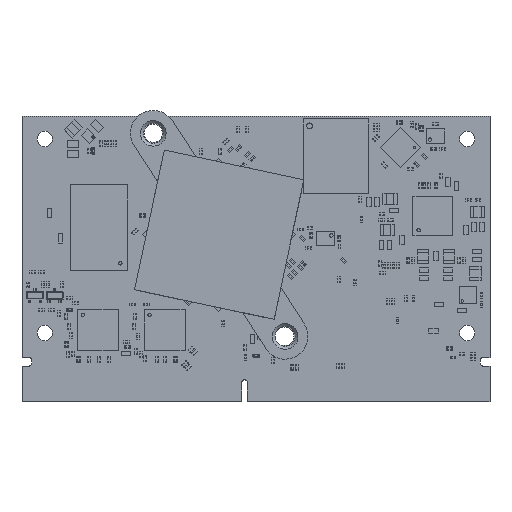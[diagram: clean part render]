
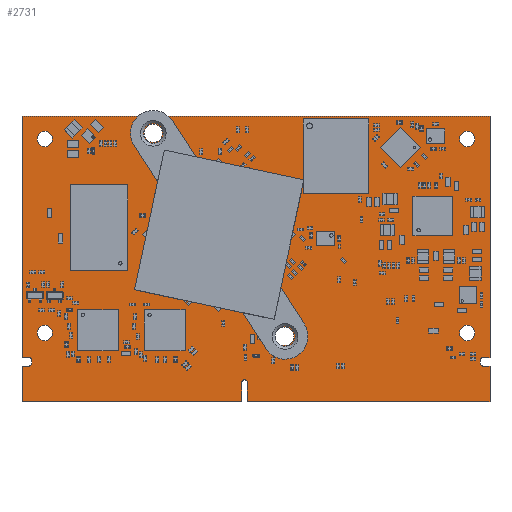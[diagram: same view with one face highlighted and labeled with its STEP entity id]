
A CAD part, top view. The second image highlights one B-rep face of the part: STEP entity #2731.
In plain terms, the highlighted planar face has unit normal (0, 0, 1).
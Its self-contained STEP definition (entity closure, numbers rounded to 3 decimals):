
#1864 = VERTEX_POINT('',#1865);
#1865 = CARTESIAN_POINT('',(0.,6.2,1.2));
#1871 = EDGE_CURVE('',#1864,#1872,#1874,.T.);
#1872 = VERTEX_POINT('',#1873);
#1873 = CARTESIAN_POINT('',(1.2,6.2,1.2));
#1874 = LINE('',#1875,#1876);
#1875 = CARTESIAN_POINT('',(0.,6.2,1.2));
#1876 = VECTOR('',#1877,1.);
#1877 = DIRECTION('',(1.,0.,0.));
#1902 = EDGE_CURVE('',#1872,#1903,#1905,.T.);
#1903 = VERTEX_POINT('',#1904);
#1904 = CARTESIAN_POINT('',(1.7,6.7,1.2));
#1905 = CIRCLE('',#1906,0.498);
#1906 = AXIS2_PLACEMENT_3D('',#1907,#1908,#1909);
#1907 = CARTESIAN_POINT('',(1.202,6.698,1.2));
#1908 = DIRECTION('',(0.,0.,1.));
#1909 = DIRECTION('',(-0.003,-1.,0.));
#1935 = EDGE_CURVE('',#1903,#1936,#1938,.T.);
#1936 = VERTEX_POINT('',#1937);
#1937 = CARTESIAN_POINT('',(1.7,7.2,1.2));
#1938 = LINE('',#1939,#1940);
#1939 = CARTESIAN_POINT('',(1.7,6.7,1.2));
#1940 = VECTOR('',#1941,1.);
#1941 = DIRECTION('',(0.,1.,0.));
#1966 = EDGE_CURVE('',#1936,#1967,#1969,.T.);
#1967 = VERTEX_POINT('',#1968);
#1968 = CARTESIAN_POINT('',(1.2,7.7,1.2));
#1969 = CIRCLE('',#1970,0.498);
#1970 = AXIS2_PLACEMENT_3D('',#1971,#1972,#1973);
#1971 = CARTESIAN_POINT('',(1.202,7.202,1.2));
#1972 = DIRECTION('',(0.,0.,1.));
#1973 = DIRECTION('',(1.,-0.003,0.));
#1999 = EDGE_CURVE('',#1967,#2000,#2002,.T.);
#2000 = VERTEX_POINT('',#2001);
#2001 = CARTESIAN_POINT('',(0.,7.7,1.2));
#2002 = LINE('',#2003,#2004);
#2003 = CARTESIAN_POINT('',(1.2,7.7,1.2));
#2004 = VECTOR('',#2005,1.);
#2005 = DIRECTION('',(-1.,0.,0.));
#2030 = EDGE_CURVE('',#2000,#2031,#2033,.T.);
#2031 = VERTEX_POINT('',#2032);
#2032 = CARTESIAN_POINT('',(0.,50.,1.2));
#2033 = LINE('',#2034,#2035);
#2034 = CARTESIAN_POINT('',(0.,7.7,1.2));
#2035 = VECTOR('',#2036,1.);
#2036 = DIRECTION('',(0.,1.,0.));
#2061 = EDGE_CURVE('',#2031,#2062,#2064,.T.);
#2062 = VERTEX_POINT('',#2063);
#2063 = CARTESIAN_POINT('',(82.,50.,1.2));
#2064 = LINE('',#2065,#2066);
#2065 = CARTESIAN_POINT('',(0.,50.,1.2));
#2066 = VECTOR('',#2067,1.);
#2067 = DIRECTION('',(1.,0.,0.));
#2092 = EDGE_CURVE('',#2062,#2093,#2095,.T.);
#2093 = VERTEX_POINT('',#2094);
#2094 = CARTESIAN_POINT('',(82.,7.7,1.2));
#2095 = LINE('',#2096,#2097);
#2096 = CARTESIAN_POINT('',(82.,50.,1.2));
#2097 = VECTOR('',#2098,1.);
#2098 = DIRECTION('',(0.,-1.,0.));
#2123 = EDGE_CURVE('',#2093,#2124,#2126,.T.);
#2124 = VERTEX_POINT('',#2125);
#2125 = CARTESIAN_POINT('',(80.8,7.7,1.2));
#2126 = LINE('',#2127,#2128);
#2127 = CARTESIAN_POINT('',(82.,7.7,1.2));
#2128 = VECTOR('',#2129,1.);
#2129 = DIRECTION('',(-1.,0.,0.));
#2154 = EDGE_CURVE('',#2124,#2155,#2157,.T.);
#2155 = VERTEX_POINT('',#2156);
#2156 = CARTESIAN_POINT('',(80.3,7.2,1.2));
#2157 = CIRCLE('',#2158,0.498);
#2158 = AXIS2_PLACEMENT_3D('',#2159,#2160,#2161);
#2159 = CARTESIAN_POINT('',(80.798,7.202,1.2));
#2160 = DIRECTION('',(0.,0.,1.));
#2161 = DIRECTION('',(0.003,1.,0.));
#2187 = EDGE_CURVE('',#2155,#2188,#2190,.T.);
#2188 = VERTEX_POINT('',#2189);
#2189 = CARTESIAN_POINT('',(80.3,6.7,1.2));
#2190 = LINE('',#2191,#2192);
#2191 = CARTESIAN_POINT('',(80.3,7.2,1.2));
#2192 = VECTOR('',#2193,1.);
#2193 = DIRECTION('',(0.,-1.,0.));
#2218 = EDGE_CURVE('',#2188,#2219,#2221,.T.);
#2219 = VERTEX_POINT('',#2220);
#2220 = CARTESIAN_POINT('',(80.8,6.2,1.2));
#2221 = CIRCLE('',#2222,0.498);
#2222 = AXIS2_PLACEMENT_3D('',#2223,#2224,#2225);
#2223 = CARTESIAN_POINT('',(80.798,6.698,1.2));
#2224 = DIRECTION('',(0.,0.,1.));
#2225 = DIRECTION('',(-1.,0.003,0.));
#2251 = EDGE_CURVE('',#2219,#2252,#2254,.T.);
#2252 = VERTEX_POINT('',#2253);
#2253 = CARTESIAN_POINT('',(82.,6.2,1.2));
#2254 = LINE('',#2255,#2256);
#2255 = CARTESIAN_POINT('',(80.8,6.2,1.2));
#2256 = VECTOR('',#2257,1.);
#2257 = DIRECTION('',(1.,0.,0.));
#2282 = EDGE_CURVE('',#2252,#2283,#2285,.T.);
#2283 = VERTEX_POINT('',#2284);
#2284 = CARTESIAN_POINT('',(82.,0.,1.2));
#2285 = LINE('',#2286,#2287);
#2286 = CARTESIAN_POINT('',(82.,6.2,1.2));
#2287 = VECTOR('',#2288,1.);
#2288 = DIRECTION('',(0.,-1.,0.));
#2313 = EDGE_CURVE('',#2283,#2314,#2316,.T.);
#2314 = VERTEX_POINT('',#2315);
#2315 = CARTESIAN_POINT('',(39.5,0.,1.2));
#2316 = LINE('',#2317,#2318);
#2317 = CARTESIAN_POINT('',(82.,0.,1.2));
#2318 = VECTOR('',#2319,1.);
#2319 = DIRECTION('',(-1.,0.,0.));
#2344 = EDGE_CURVE('',#2314,#2345,#2347,.T.);
#2345 = VERTEX_POINT('',#2346);
#2346 = CARTESIAN_POINT('',(39.5,3.3,1.2));
#2347 = LINE('',#2348,#2349);
#2348 = CARTESIAN_POINT('',(39.5,0.,1.2));
#2349 = VECTOR('',#2350,1.);
#2350 = DIRECTION('',(0.,1.,0.));
#2375 = EDGE_CURVE('',#2345,#2376,#2378,.T.);
#2376 = VERTEX_POINT('',#2377);
#2377 = CARTESIAN_POINT('',(38.5,3.3,1.2));
#2378 = CIRCLE('',#2379,0.5);
#2379 = AXIS2_PLACEMENT_3D('',#2380,#2381,#2382);
#2380 = CARTESIAN_POINT('',(39.,3.3,1.2));
#2381 = DIRECTION('',(0.,0.,1.));
#2382 = DIRECTION('',(1.,0.,0.));
#2408 = EDGE_CURVE('',#2376,#2409,#2411,.T.);
#2409 = VERTEX_POINT('',#2410);
#2410 = CARTESIAN_POINT('',(38.5,0.,1.2));
#2411 = LINE('',#2412,#2413);
#2412 = CARTESIAN_POINT('',(38.5,3.3,1.2));
#2413 = VECTOR('',#2414,1.);
#2414 = DIRECTION('',(0.,-1.,0.));
#2439 = EDGE_CURVE('',#2409,#2440,#2442,.T.);
#2440 = VERTEX_POINT('',#2441);
#2441 = CARTESIAN_POINT('',(0.,0.,1.2));
#2442 = LINE('',#2443,#2444);
#2443 = CARTESIAN_POINT('',(38.5,0.,1.2));
#2444 = VECTOR('',#2445,1.);
#2445 = DIRECTION('',(-1.,0.,0.));
#2470 = EDGE_CURVE('',#2440,#1864,#2471,.T.);
#2471 = LINE('',#2472,#2473);
#2472 = CARTESIAN_POINT('',(0.,0.,1.2));
#2473 = VECTOR('',#2474,1.);
#2474 = DIRECTION('',(0.,1.,0.));
#2494 = VERTEX_POINT('',#2495);
#2495 = CARTESIAN_POINT('',(5.35,12.,1.2));
#2501 = EDGE_CURVE('',#2494,#2494,#2502,.T.);
#2502 = CIRCLE('',#2503,1.35);
#2503 = AXIS2_PLACEMENT_3D('',#2504,#2505,#2506);
#2504 = CARTESIAN_POINT('',(4.,12.,1.2));
#2505 = DIRECTION('',(0.,0.,1.));
#2506 = DIRECTION('',(1.,0.,0.));
#2527 = VERTEX_POINT('',#2528);
#2528 = CARTESIAN_POINT('',(5.35,46.,1.2));
#2534 = EDGE_CURVE('',#2527,#2527,#2535,.T.);
#2535 = CIRCLE('',#2536,1.35);
#2536 = AXIS2_PLACEMENT_3D('',#2537,#2538,#2539);
#2537 = CARTESIAN_POINT('',(4.,46.,1.2));
#2538 = DIRECTION('',(0.,0.,1.));
#2539 = DIRECTION('',(1.,0.,0.));
#2560 = VERTEX_POINT('',#2561);
#2561 = CARTESIAN_POINT('',(24.6,47.,1.2));
#2567 = EDGE_CURVE('',#2560,#2560,#2568,.T.);
#2568 = CIRCLE('',#2569,1.6);
#2569 = AXIS2_PLACEMENT_3D('',#2570,#2571,#2572);
#2570 = CARTESIAN_POINT('',(23.,47.,1.2));
#2571 = DIRECTION('',(0.,0.,1.));
#2572 = DIRECTION('',(1.,0.,0.));
#2593 = VERTEX_POINT('',#2594);
#2594 = CARTESIAN_POINT('',(47.6,11.4,1.2));
#2600 = EDGE_CURVE('',#2593,#2593,#2601,.T.);
#2601 = CIRCLE('',#2602,1.6);
#2602 = AXIS2_PLACEMENT_3D('',#2603,#2604,#2605);
#2603 = CARTESIAN_POINT('',(46.,11.4,1.2));
#2604 = DIRECTION('',(0.,0.,1.));
#2605 = DIRECTION('',(1.,0.,0.));
#2626 = VERTEX_POINT('',#2627);
#2627 = CARTESIAN_POINT('',(79.35,46.,1.2));
#2633 = EDGE_CURVE('',#2626,#2626,#2634,.T.);
#2634 = CIRCLE('',#2635,1.35);
#2635 = AXIS2_PLACEMENT_3D('',#2636,#2637,#2638);
#2636 = CARTESIAN_POINT('',(78.,46.,1.2));
#2637 = DIRECTION('',(0.,0.,1.));
#2638 = DIRECTION('',(1.,0.,0.));
#2659 = VERTEX_POINT('',#2660);
#2660 = CARTESIAN_POINT('',(79.35,12.,1.2));
#2666 = EDGE_CURVE('',#2659,#2659,#2667,.T.);
#2667 = CIRCLE('',#2668,1.35);
#2668 = AXIS2_PLACEMENT_3D('',#2669,#2670,#2671);
#2669 = CARTESIAN_POINT('',(78.,12.,1.2));
#2670 = DIRECTION('',(0.,0.,1.));
#2671 = DIRECTION('',(1.,0.,0.));
#2731 = ADVANCED_FACE('',(#2732,#2754,#2757,#2760,#2763,#2766,#2769),
  #2772,.F.);
#2732 = FACE_BOUND('',#2733,.F.);
#2733 = EDGE_LOOP('',(#2734,#2735,#2736,#2737,#2738,#2739,#2740,#2741,
    #2742,#2743,#2744,#2745,#2746,#2747,#2748,#2749,#2750,#2751,#2752,
    #2753));
#2734 = ORIENTED_EDGE('',*,*,#1871,.T.);
#2735 = ORIENTED_EDGE('',*,*,#1902,.T.);
#2736 = ORIENTED_EDGE('',*,*,#1935,.T.);
#2737 = ORIENTED_EDGE('',*,*,#1966,.T.);
#2738 = ORIENTED_EDGE('',*,*,#1999,.T.);
#2739 = ORIENTED_EDGE('',*,*,#2030,.T.);
#2740 = ORIENTED_EDGE('',*,*,#2061,.T.);
#2741 = ORIENTED_EDGE('',*,*,#2092,.T.);
#2742 = ORIENTED_EDGE('',*,*,#2123,.T.);
#2743 = ORIENTED_EDGE('',*,*,#2154,.T.);
#2744 = ORIENTED_EDGE('',*,*,#2187,.T.);
#2745 = ORIENTED_EDGE('',*,*,#2218,.T.);
#2746 = ORIENTED_EDGE('',*,*,#2251,.T.);
#2747 = ORIENTED_EDGE('',*,*,#2282,.T.);
#2748 = ORIENTED_EDGE('',*,*,#2313,.T.);
#2749 = ORIENTED_EDGE('',*,*,#2344,.T.);
#2750 = ORIENTED_EDGE('',*,*,#2375,.T.);
#2751 = ORIENTED_EDGE('',*,*,#2408,.T.);
#2752 = ORIENTED_EDGE('',*,*,#2439,.T.);
#2753 = ORIENTED_EDGE('',*,*,#2470,.T.);
#2754 = FACE_BOUND('',#2755,.F.);
#2755 = EDGE_LOOP('',(#2756));
#2756 = ORIENTED_EDGE('',*,*,#2501,.T.);
#2757 = FACE_BOUND('',#2758,.F.);
#2758 = EDGE_LOOP('',(#2759));
#2759 = ORIENTED_EDGE('',*,*,#2534,.T.);
#2760 = FACE_BOUND('',#2761,.F.);
#2761 = EDGE_LOOP('',(#2762));
#2762 = ORIENTED_EDGE('',*,*,#2567,.T.);
#2763 = FACE_BOUND('',#2764,.F.);
#2764 = EDGE_LOOP('',(#2765));
#2765 = ORIENTED_EDGE('',*,*,#2600,.T.);
#2766 = FACE_BOUND('',#2767,.F.);
#2767 = EDGE_LOOP('',(#2768));
#2768 = ORIENTED_EDGE('',*,*,#2633,.T.);
#2769 = FACE_BOUND('',#2770,.F.);
#2770 = EDGE_LOOP('',(#2771));
#2771 = ORIENTED_EDGE('',*,*,#2666,.T.);
#2772 = PLANE('',#2773);
#2773 = AXIS2_PLACEMENT_3D('',#2774,#2775,#2776);
#2774 = CARTESIAN_POINT('',(0.,6.2,1.2));
#2775 = DIRECTION('',(0.,0.,-1.));
#2776 = DIRECTION('',(-1.,0.,0.));
